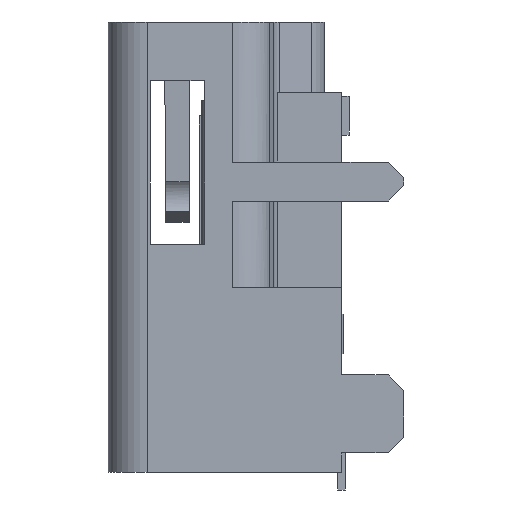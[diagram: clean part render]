
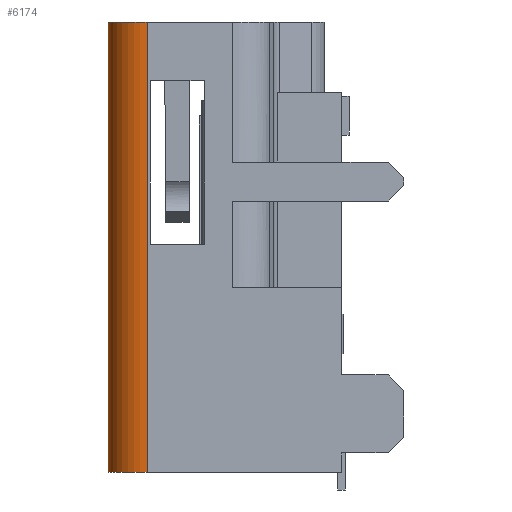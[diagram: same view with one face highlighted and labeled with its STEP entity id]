
A CAD part, left-side view. The second image highlights one B-rep face of the part: STEP entity #6174.
In plain terms, the highlighted cylindrical face has radius 1 mm (diameter 2 mm), a partial arc.
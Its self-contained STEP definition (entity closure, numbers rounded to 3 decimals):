
#308 = VECTOR ( 'NONE', #2476, 1000. ) ;
#640 = CARTESIAN_POINT ( 'NONE',  ( -7.5, 1.775, 0. ) ) ;
#922 = VERTEX_POINT ( 'NONE', #3676 ) ;
#1190 = FACE_OUTER_BOUND ( 'NONE', #5769, .T. ) ;
#1251 = CIRCLE ( 'NONE', #9293, 1. ) ;
#1387 = VERTEX_POINT ( 'NONE', #12971 ) ;
#1653 = VECTOR ( 'NONE', #5913, 1000. ) ;
#1859 = DIRECTION ( 'NONE',  ( 0., 1., 0. ) ) ;
#2046 = CYLINDRICAL_SURFACE ( 'NONE', #9090, 1. ) ;
#2138 = EDGE_CURVE ( 'NONE', #7288, #7134, #10365, .T. ) ;
#2247 = DIRECTION ( 'NONE',  ( 1., 0., 0. ) ) ;
#2476 = DIRECTION ( 'NONE',  ( 0., 0., 1. ) ) ;
#2594 = AXIS2_PLACEMENT_3D ( 'NONE', #8525, #4136, #1859 ) ;
#3426 = CARTESIAN_POINT ( 'NONE',  ( -6.5, 1.775, 0. ) ) ;
#3636 = DIRECTION ( 'NONE',  ( 0., 0., 1. ) ) ;
#3676 = CARTESIAN_POINT ( 'NONE',  ( -6.5, 2.775, 0. ) ) ;
#4136 = DIRECTION ( 'NONE',  ( 0., 0., 1. ) ) ;
#4148 = DIRECTION ( 'NONE',  ( 0., 0., 1. ) ) ;
#4554 = LINE ( 'NONE', #10399, #1653 ) ;
#5769 = EDGE_LOOP ( 'NONE', ( #11496, #12688, #9547, #12579 ) ) ;
#5913 = DIRECTION ( 'NONE',  ( 0., 0., 1. ) ) ;
#6174 = ADVANCED_FACE ( 'NONE', ( #1190 ), #2046, .T. ) ;
#7134 = VERTEX_POINT ( 'NONE', #640 ) ;
#7288 = VERTEX_POINT ( 'NONE', #14072 ) ;
#7923 = DIRECTION ( 'NONE',  ( -0.995, 0.1, 0. ) ) ;
#8450 = CIRCLE ( 'NONE', #2594, 1. ) ;
#8463 = EDGE_CURVE ( 'NONE', #1387, #922, #4554, .T. ) ;
#8525 = CARTESIAN_POINT ( 'NONE',  ( -6.5, 1.775, -11.55 ) ) ;
#8979 = EDGE_CURVE ( 'NONE', #922, #7134, #1251, .T. ) ;
#9038 = CARTESIAN_POINT ( 'NONE',  ( -7.5, 1.775, -11.55 ) ) ;
#9090 = AXIS2_PLACEMENT_3D ( 'NONE', #3426, #4148, #2247 ) ;
#9293 = AXIS2_PLACEMENT_3D ( 'NONE', #12489, #3636, #7923 ) ;
#9547 = ORIENTED_EDGE ( 'NONE', *, *, #9724, .T. ) ;
#9724 = EDGE_CURVE ( 'NONE', #1387, #7288, #8450, .T. ) ;
#10365 = LINE ( 'NONE', #9038, #308 ) ;
#10399 = CARTESIAN_POINT ( 'NONE',  ( -6.5, 2.775, -11.55 ) ) ;
#11496 = ORIENTED_EDGE ( 'NONE', *, *, #8979, .F. ) ;
#12489 = CARTESIAN_POINT ( 'NONE',  ( -6.5, 1.775, 0. ) ) ;
#12579 = ORIENTED_EDGE ( 'NONE', *, *, #2138, .T. ) ;
#12688 = ORIENTED_EDGE ( 'NONE', *, *, #8463, .F. ) ;
#12971 = CARTESIAN_POINT ( 'NONE',  ( -6.5, 2.775, -11.55 ) ) ;
#14072 = CARTESIAN_POINT ( 'NONE',  ( -7.5, 1.775, -11.55 ) ) ;
